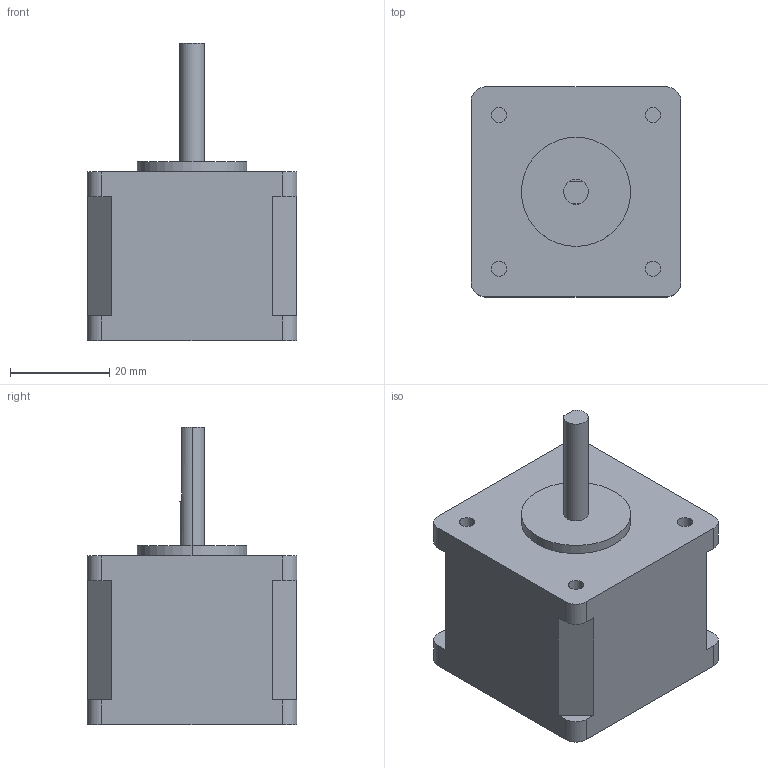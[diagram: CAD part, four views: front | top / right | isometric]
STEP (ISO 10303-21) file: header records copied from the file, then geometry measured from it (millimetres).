
FILE_DESCRIPTION (( 'STEP AP214' ), '1' );
FILE_NAME ('stepper_motor.STEP', '2022-11-02T23:42:11', ( '' ), ( '' ), 'SwSTEP 2.0', 'SolidWorks 2021', '' );
FILE_SCHEMA (( 'AUTOMOTIVE_DESIGN' ));
Length unit declared in the file: millimetre
Products named in the file (1): stepper_motor
Bounding box: 42.3 x 42.3 x 59.91 mm (x, y, z)
Volume: 60534.8 mm3; surface area: 10265.2 mm2
Topology: 1 solids, 1 shells, 61 faces, 144 edges, 96 vertices
Faces by surface type: plane 31, cylinder 30
Entity records: 2144 total; most frequent: DIRECTION 330, CARTESIAN_POINT 302, ORIENTED_EDGE 288, EDGE_CURVE 144, AXIS2_PLACEMENT_3D 124, VERTEX_POINT 96, VECTOR 82, LINE 82
